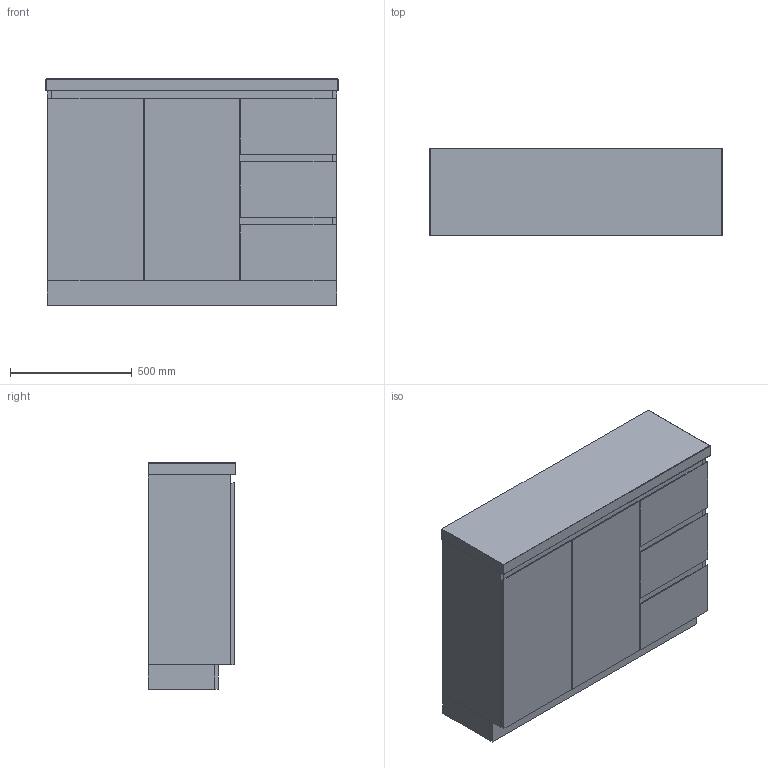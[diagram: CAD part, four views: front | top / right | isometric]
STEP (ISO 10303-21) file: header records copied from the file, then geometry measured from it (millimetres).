
FILE_DESCRIPTION(/* description */ (''),/* implementation_level */ '2;1');
FILE_NAME(/* name */ 'Domaine Ensuite (Floor Mount) 1200 (50MM)',/* time_stamp */ '2025-07-09T14:48:32+10:00',/* author */ (''),/* organization */ (''),/* preprocessor_version */ 'ST-DEVELOPER v16.5',/* originating_system */ '',/* authorisation */ '');
FILE_SCHEMA (('AUTOMOTIVE_DESIGN'));
Length unit declared in the file: millimetre
Products named in the file (6): Document; Domaine Ensuite (Floor Mount) 1200 (50MM); Domaine Ensuite FM ALL4; Domaine Ensuite 1200 WK23; Blank Ensuite Benchtops (Domaine) ALL5; 1200 Ensuite (50MM)
Assembly tree (5 placements, depth 4):
  Document
    Domaine Ensuite (Floor Mount) 1200 (50MM)
      Domaine Ensuite FM ALL4
        Domaine Ensuite 1200 WK23
      Blank Ensuite Benchtops (Domaine) ALL5
        1200 Ensuite (50MM)
Bounding box: 1200 x 360 x 930 mm (x, y, z)
Volume: 59022750.1 mm3; surface area: 7568271 mm2
Topology: 13 solids, 13 shells, 106 faces, 225 edges, 142 vertices
Faces by surface type: plane 92, cylinder 10, bspline 4
Entity records: 2938 total; most frequent: CARTESIAN_POINT 899, ORIENTED_EDGE 442, EDGE_CURVE 221, B_SPLINE_CURVE_WITH_KNOTS 205, VERTEX_POINT 142, DIRECTION 128, AXIS2_PLACEMENT_3D 115, EDGE_LOOP 107
